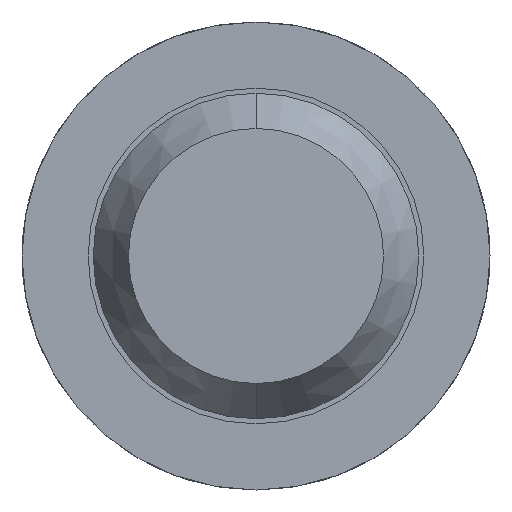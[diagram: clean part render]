
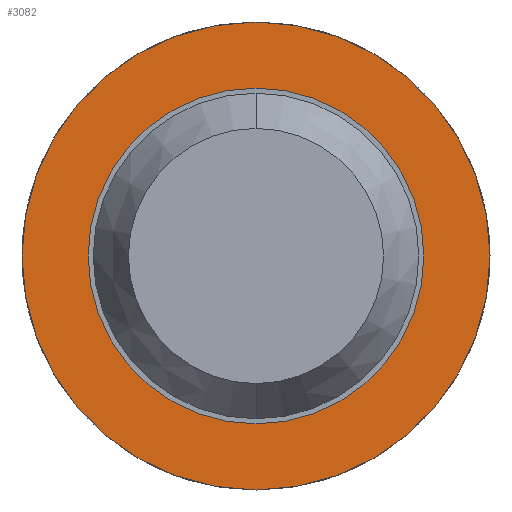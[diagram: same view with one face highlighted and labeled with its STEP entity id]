
A CAD part, front view. The second image highlights one B-rep face of the part: STEP entity #3082.
In plain terms, the highlighted planar face has unit normal (0, -1, 0).
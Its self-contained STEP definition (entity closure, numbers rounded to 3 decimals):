
#6 = CARTESIAN_POINT ( 'NONE',  ( 0., -1.7, 0.825 ) ) ;
#84 = VERTEX_POINT ( 'NONE', #2623 ) ;
#142 = DIRECTION ( 'NONE',  ( 0., 0., 1. ) ) ;
#182 = CARTESIAN_POINT ( 'NONE',  ( 0., -1.7, -0.825 ) ) ;
#257 = EDGE_LOOP ( 'NONE', ( #1972, #806 ) ) ;
#340 = DIRECTION ( 'NONE',  ( 0., 0., 1. ) ) ;
#437 = AXIS2_PLACEMENT_3D ( 'NONE', #670, #3840, #2863 ) ;
#580 = EDGE_CURVE ( 'NONE', #3428, #911, #1628, .T. ) ;
#670 = CARTESIAN_POINT ( 'NONE',  ( 0., -1.7, 0. ) ) ;
#770 = CARTESIAN_POINT ( 'NONE',  ( 0., -1.7, 0. ) ) ;
#806 = ORIENTED_EDGE ( 'NONE', *, *, #580, .F. ) ;
#842 = ORIENTED_EDGE ( 'NONE', *, *, #2594, .F. ) ;
#896 = CIRCLE ( 'NONE', #1133, 0.825 ) ;
#911 = VERTEX_POINT ( 'NONE', #6 ) ;
#1120 = ORIENTED_EDGE ( 'NONE', *, *, #1868, .F. ) ;
#1125 = DIRECTION ( 'NONE',  ( 0., -1., 0. ) ) ;
#1133 = AXIS2_PLACEMENT_3D ( 'NONE', #2800, #2232, #340 ) ;
#1201 = DIRECTION ( 'NONE',  ( 0., 1., 0. ) ) ;
#1202 = CIRCLE ( 'NONE', #437, 1.15 ) ;
#1578 = PLANE ( 'NONE',  #2553 ) ;
#1628 = CIRCLE ( 'NONE', #2354, 0.825 ) ;
#1787 = CARTESIAN_POINT ( 'NONE',  ( 0., -1.7, 1.15 ) ) ;
#1868 = EDGE_CURVE ( 'NONE', #84, #1914, #3822, .T. ) ;
#1914 = VERTEX_POINT ( 'NONE', #1787 ) ;
#1972 = ORIENTED_EDGE ( 'NONE', *, *, #1982, .F. ) ;
#1982 = EDGE_CURVE ( 'NONE', #911, #3428, #896, .T. ) ;
#2232 = DIRECTION ( 'NONE',  ( 0., -1., 0. ) ) ;
#2354 = AXIS2_PLACEMENT_3D ( 'NONE', #770, #1125, #142 ) ;
#2444 = CARTESIAN_POINT ( 'NONE',  ( 0., -1.7, 0. ) ) ;
#2499 = AXIS2_PLACEMENT_3D ( 'NONE', #2444, #3056, #3410 ) ;
#2553 = AXIS2_PLACEMENT_3D ( 'NONE', #3158, #1201, #3789 ) ;
#2594 = EDGE_CURVE ( 'NONE', #1914, #84, #1202, .T. ) ;
#2623 = CARTESIAN_POINT ( 'NONE',  ( 0., -1.7, -1.15 ) ) ;
#2800 = CARTESIAN_POINT ( 'NONE',  ( 0., -1.7, 0. ) ) ;
#2863 = DIRECTION ( 'NONE',  ( 0., 0., 1. ) ) ;
#2919 = FACE_BOUND ( 'NONE', #257, .T. ) ;
#3056 = DIRECTION ( 'NONE',  ( 0., 1., 0. ) ) ;
#3082 = ADVANCED_FACE ( 'NONE', ( #2919, #4153 ), #1578, .F. ) ;
#3158 = CARTESIAN_POINT ( 'NONE',  ( 0.825, -1.7, 0. ) ) ;
#3218 = EDGE_LOOP ( 'NONE', ( #842, #1120 ) ) ;
#3410 = DIRECTION ( 'NONE',  ( 0., 0., 1. ) ) ;
#3428 = VERTEX_POINT ( 'NONE', #182 ) ;
#3789 = DIRECTION ( 'NONE',  ( 0., 0., 1. ) ) ;
#3822 = CIRCLE ( 'NONE', #2499, 1.15 ) ;
#3840 = DIRECTION ( 'NONE',  ( 0., 1., 0. ) ) ;
#4153 = FACE_OUTER_BOUND ( 'NONE', #3218, .T. ) ;
